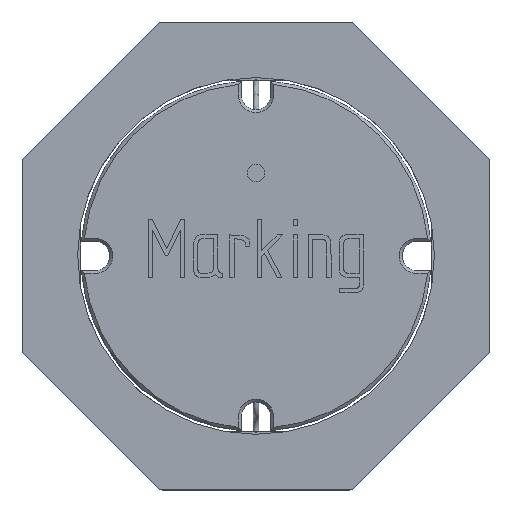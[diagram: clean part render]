
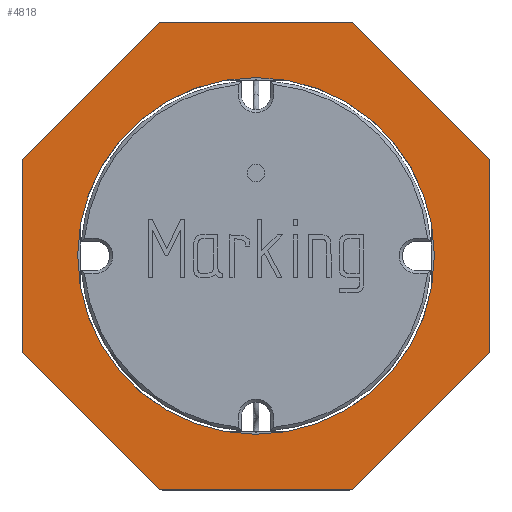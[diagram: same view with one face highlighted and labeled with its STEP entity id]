
A CAD part, top view. The second image highlights one B-rep face of the part: STEP entity #4818.
In plain terms, the highlighted planar face has unit normal (0, 0, 1).
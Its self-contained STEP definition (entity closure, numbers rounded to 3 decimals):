
#71=PLANE('',#5029);
#209=CIRCLE('',#5014,3.05);
#328=LINE('',#7094,#699);
#333=LINE('',#7102,#704);
#338=LINE('',#7111,#709);
#346=LINE('',#7126,#717);
#348=LINE('',#7130,#719);
#352=LINE('',#7137,#723);
#353=LINE('',#7138,#724);
#354=LINE('',#7140,#725);
#699=VECTOR('',#5352,1000.);
#704=VECTOR('',#5359,1000.);
#709=VECTOR('',#5366,1000.);
#717=VECTOR('',#5378,1000.);
#719=VECTOR('',#5382,1000.);
#723=VECTOR('',#5388,1000.);
#724=VECTOR('',#5389,1000.);
#725=VECTOR('',#5390,1000.);
#1170=ORIENTED_EDGE('',*,*,#2118,.F.);
#1171=ORIENTED_EDGE('',*,*,#2094,.F.);
#1172=ORIENTED_EDGE('',*,*,#2119,.F.);
#1173=ORIENTED_EDGE('',*,*,#2120,.F.);
#1174=ORIENTED_EDGE('',*,*,#2104,.F.);
#1175=ORIENTED_EDGE('',*,*,#2099,.F.);
#1176=ORIENTED_EDGE('',*,*,#2112,.F.);
#1177=ORIENTED_EDGE('',*,*,#2114,.F.);
#1178=ORIENTED_EDGE('',*,*,#2061,.T.);
#2061=EDGE_CURVE('',#2550,#2550,#209,.T.);
#2094=EDGE_CURVE('',#2575,#2576,#328,.T.);
#2099=EDGE_CURVE('',#2577,#2578,#333,.T.);
#2104=EDGE_CURVE('',#2578,#2581,#338,.T.);
#2112=EDGE_CURVE('',#2585,#2577,#346,.T.);
#2114=EDGE_CURVE('',#2586,#2585,#348,.T.);
#2118=EDGE_CURVE('',#2576,#2586,#352,.T.);
#2119=EDGE_CURVE('',#2589,#2575,#353,.T.);
#2120=EDGE_CURVE('',#2581,#2589,#354,.T.);
#2550=VERTEX_POINT('',#7027);
#2575=VERTEX_POINT('',#7093);
#2576=VERTEX_POINT('',#7095);
#2577=VERTEX_POINT('',#7101);
#2578=VERTEX_POINT('',#7103);
#2581=VERTEX_POINT('',#7112);
#2585=VERTEX_POINT('',#7125);
#2586=VERTEX_POINT('',#7129);
#2589=VERTEX_POINT('',#7139);
#2923=EDGE_LOOP('',(#1170,#1171,#1172,#1173,#1174,#1175,#1176,#1177));
#2924=EDGE_LOOP('',(#1178));
#3153=FACE_BOUND('',#2923,.T.);
#3154=FACE_BOUND('',#2924,.T.);
#4818=ADVANCED_FACE('',(#3153,#3154),#71,.F.);
#5014=AXIS2_PLACEMENT_3D('',#7026,#5300,#5301);
#5029=AXIS2_PLACEMENT_3D('',#7136,#5386,#5387);
#5300=DIRECTION('',(0.,0.,-1.));
#5301=DIRECTION('',(1.,0.,0.));
#5352=DIRECTION('',(-1.,0.,0.));
#5359=DIRECTION('',(1.,0.,0.));
#5366=DIRECTION('',(0.707,-0.707,0.));
#5378=DIRECTION('',(0.707,0.707,0.));
#5382=DIRECTION('',(0.,1.,0.));
#5386=DIRECTION('',(0.,0.,-1.));
#5387=DIRECTION('',(-1.,0.,0.));
#5388=DIRECTION('',(-0.707,0.707,0.));
#5389=DIRECTION('',(-0.707,-0.707,0.));
#5390=DIRECTION('',(0.,-1.,0.));
#7026=CARTESIAN_POINT('',(0.,0.,1.25));
#7027=CARTESIAN_POINT('',(3.05,0.,1.25));
#7093=CARTESIAN_POINT('',(1.657,-4.,1.25));
#7094=CARTESIAN_POINT('',(1.657,-4.,1.25));
#7095=CARTESIAN_POINT('',(-1.657,-4.,1.25));
#7101=CARTESIAN_POINT('',(-1.657,4.,1.25));
#7102=CARTESIAN_POINT('',(-1.657,4.,1.25));
#7103=CARTESIAN_POINT('',(1.657,4.,1.25));
#7111=CARTESIAN_POINT('',(1.657,4.,1.25));
#7112=CARTESIAN_POINT('',(4.,1.657,1.25));
#7125=CARTESIAN_POINT('',(-4.,1.657,1.25));
#7126=CARTESIAN_POINT('',(-4.,1.657,1.25));
#7129=CARTESIAN_POINT('',(-4.,-1.657,1.25));
#7130=CARTESIAN_POINT('',(-4.,-1.657,1.25));
#7136=CARTESIAN_POINT('',(-5.657,0.,1.25));
#7137=CARTESIAN_POINT('',(-1.657,-4.,1.25));
#7138=CARTESIAN_POINT('',(4.,-1.657,1.25));
#7139=CARTESIAN_POINT('',(4.,-1.657,1.25));
#7140=CARTESIAN_POINT('',(4.,1.657,1.25));
